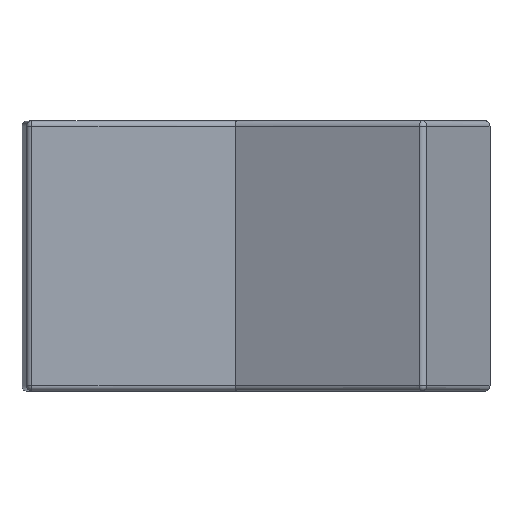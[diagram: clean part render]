
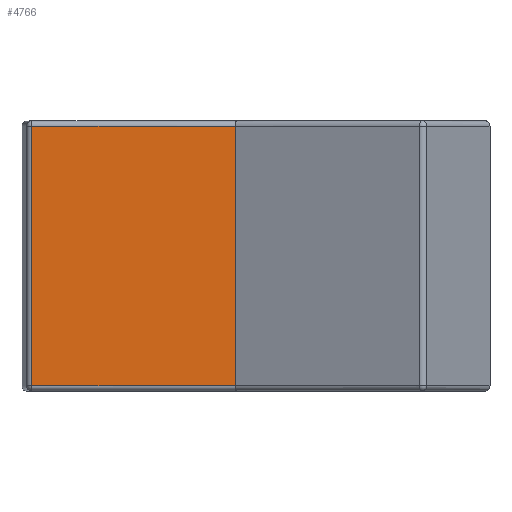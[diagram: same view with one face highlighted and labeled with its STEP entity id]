
A CAD part, top view. The second image highlights one B-rep face of the part: STEP entity #4766.
In plain terms, the highlighted planar face has unit normal (0, 0, 1).
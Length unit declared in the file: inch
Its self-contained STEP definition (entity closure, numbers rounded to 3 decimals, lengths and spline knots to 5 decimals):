
#526=FACE_OUTER_BOUND('',#826,.T.);
#826=EDGE_LOOP('',(#4267,#4268,#4269,#4270));
#1296=LINE('',#7797,#1806);
#1309=LINE('',#7848,#1819);
#1311=LINE('',#7851,#1821);
#1316=LINE('',#7865,#1826);
#1806=VECTOR('',#6375,0.3937);
#1819=VECTOR('',#6432,0.3937);
#1821=VECTOR('',#6436,0.3937);
#1826=VECTOR('',#6451,0.3937);
#2236=VERTEX_POINT('',#7789);
#2239=VERTEX_POINT('',#7796);
#2242=VERTEX_POINT('',#7803);
#2252=VERTEX_POINT('',#7832);
#2863=EDGE_CURVE('',#2239,#2236,#1296,.T.);
#2889=EDGE_CURVE('',#2242,#2252,#1309,.T.);
#2891=EDGE_CURVE('',#2236,#2242,#1311,.T.);
#2898=EDGE_CURVE('',#2239,#2252,#1316,.T.);
#4267=ORIENTED_EDGE('',*,*,#2863,.F.);
#4268=ORIENTED_EDGE('',*,*,#2898,.T.);
#4269=ORIENTED_EDGE('',*,*,#2889,.F.);
#4270=ORIENTED_EDGE('',*,*,#2891,.F.);
#4494=PLANE('',#5215);
#4766=ADVANCED_FACE('',(#526),#4494,.T.);
#5215=AXIS2_PLACEMENT_3D('',#7974,#6557,#6558);
#6375=DIRECTION('',(-1.,0.,0.));
#6432=DIRECTION('',(1.,0.,0.));
#6436=DIRECTION('',(0.,1.,0.));
#6451=DIRECTION('',(0.,1.,0.));
#6557=DIRECTION('center_axis',(0.,0.,1.));
#6558=DIRECTION('ref_axis',(0.,1.,0.));
#7789=CARTESIAN_POINT('',(-0.50228,-0.28563,0.77738));
#7796=CARTESIAN_POINT('',(-0.0546,-0.28563,0.77738));
#7797=CARTESIAN_POINT('',(-0.04307,-0.28563,0.77738));
#7803=CARTESIAN_POINT('',(-0.50228,0.28563,0.77738));
#7832=CARTESIAN_POINT('',(-0.0546,0.28563,0.77738));
#7848=CARTESIAN_POINT('',(-0.04307,0.28563,0.77738));
#7851=CARTESIAN_POINT('',(-0.50228,0.,0.77738));
#7865=CARTESIAN_POINT('',(-0.0546,0.,0.77738));
#7974=CARTESIAN_POINT('Origin',(-0.0546,0.,
0.77738));
